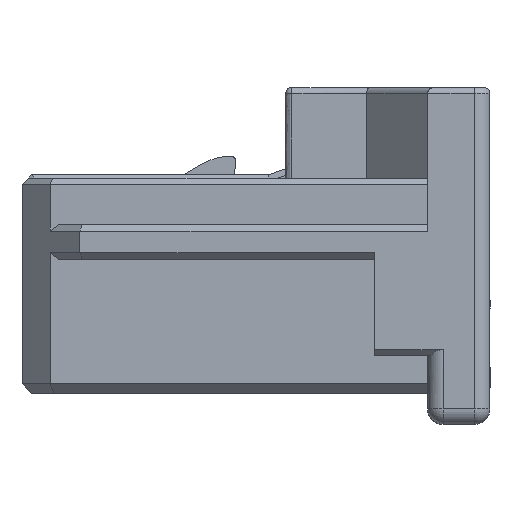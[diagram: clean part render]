
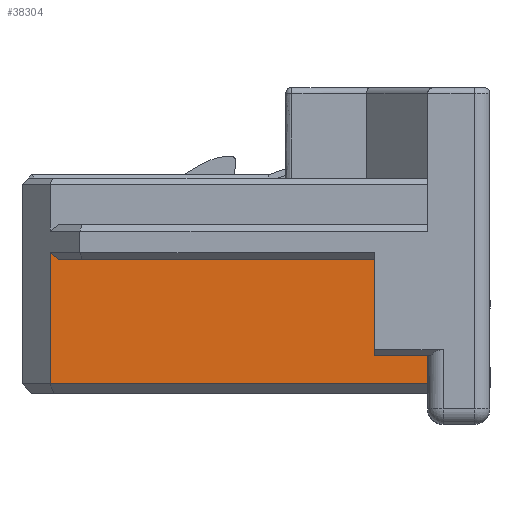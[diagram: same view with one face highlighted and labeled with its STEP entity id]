
A CAD part, left-side view. The second image highlights one B-rep face of the part: STEP entity #38304.
In plain terms, the highlighted planar face has unit normal (-1, 0, 0).
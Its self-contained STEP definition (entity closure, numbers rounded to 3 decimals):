
#25=CARTESIAN_POINT('',(-17.,2.,1.2));
#26=VERTEX_POINT('',#25);
#27=CARTESIAN_POINT('',(-17.,3.7,1.2));
#28=VERTEX_POINT('',#27);
#29=CARTESIAN_POINT('',(-17.,2.,1.2));
#30=DIRECTION('',(0.,1.,0.));
#31=VECTOR('',#30,1.7);
#32=LINE('',#29,#31);
#33=EDGE_CURVE('',#26,#28,#32,.T.);
#108=CARTESIAN_POINT('',(-17.,3.7,4.3));
#109=VERTEX_POINT('',#108);
#124=CARTESIAN_POINT('',(-17.,13.817,4.3));
#125=VERTEX_POINT('',#124);
#132=CARTESIAN_POINT('',(-17.,3.7,4.3));
#133=DIRECTION('',(0.,1.,0.));
#134=VECTOR('',#133,10.117);
#135=LINE('',#132,#134);
#136=EDGE_CURVE('',#109,#125,#135,.T.);
#146=CARTESIAN_POINT('',(-17.,14.1,0.3));
#147=VERTEX_POINT('',#146);
#164=CARTESIAN_POINT('',(-17.,2.,0.3));
#165=VERTEX_POINT('',#164);
#172=CARTESIAN_POINT('',(-17.,14.1,0.3));
#173=DIRECTION('',(0.,-1.,0.));
#174=VECTOR('',#173,12.1);
#175=LINE('',#172,#174);
#176=EDGE_CURVE('',#147,#165,#175,.T.);
#186=CARTESIAN_POINT('',(-17.,2.,0.3));
#187=DIRECTION('',(0.,0.,1.));
#188=VECTOR('',#187,0.9);
#189=LINE('',#186,#188);
#190=EDGE_CURVE('',#165,#26,#189,.T.);
#38273=CARTESIAN_POINT('',(-17.,8.05,2.25));
#38274=DIRECTION('',(0.,-1.,0.));
#38275=DIRECTION('',(-1.,0.,0.));
#38276=AXIS2_PLACEMENT_3D('',#38273,#38275,#38274);
#38277=PLANE('',#38276);
#38278=ORIENTED_EDGE('',*,*,#176,.T.);
#38279=ORIENTED_EDGE('',*,*,#190,.T.);
#38280=ORIENTED_EDGE('',*,*,#33,.T.);
#38281=CARTESIAN_POINT('',(-17.,3.7,4.3));
#38282=DIRECTION('',(0.,0.,-1.));
#38283=VECTOR('',#38282,3.1);
#38284=LINE('',#38281,#38283);
#38285=EDGE_CURVE('',#109,#28,#38284,.T.);
#38286=ORIENTED_EDGE('',*,*,#38285,.F.);
#38287=ORIENTED_EDGE('',*,*,#136,.T.);
#38288=CARTESIAN_POINT('',(-17.,14.1,4.5));
#38289=VERTEX_POINT('',#38288);
#38290=CARTESIAN_POINT('',(-17.,13.817,4.3));
#38291=DIRECTION('',(0.,0.816,0.577));
#38292=VECTOR('',#38291,0.346);
#38293=LINE('',#38290,#38292);
#38294=EDGE_CURVE('',#125,#38289,#38293,.T.);
#38295=ORIENTED_EDGE('',*,*,#38294,.T.);
#38296=CARTESIAN_POINT('',(-17.,14.1,4.5));
#38297=DIRECTION('',(0.,0.,-1.));
#38298=VECTOR('',#38297,4.2);
#38299=LINE('',#38296,#38298);
#38300=EDGE_CURVE('',#38289,#147,#38299,.T.);
#38301=ORIENTED_EDGE('',*,*,#38300,.T.);
#38302=EDGE_LOOP('',(#38278,#38279,#38280,#38286,#38287,#38295,#38301));
#38303=FACE_OUTER_BOUND('',#38302,.T.);
#38304=ADVANCED_FACE('',(#38303),#38277,.T.);
